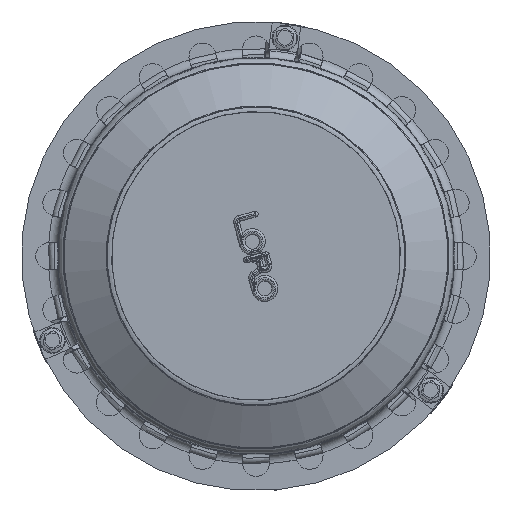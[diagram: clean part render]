
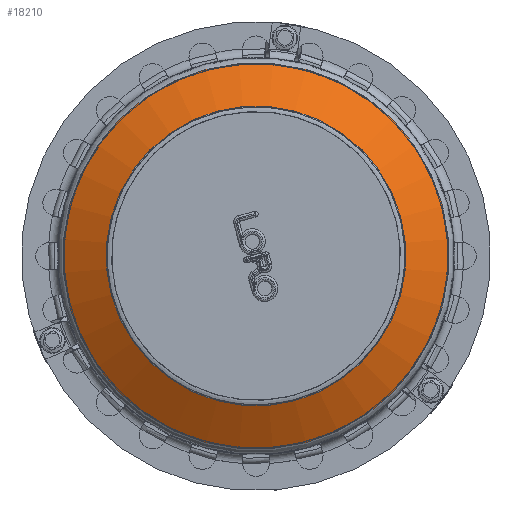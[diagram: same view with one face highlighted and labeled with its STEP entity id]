
A CAD part, top view. The second image highlights one B-rep face of the part: STEP entity #18210.
In plain terms, the highlighted conical face has half-angle 59.744 degrees and reference radius 95.035 mm.
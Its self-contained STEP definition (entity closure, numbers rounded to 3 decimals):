
#2373=FACE_OUTER_BOUND('',#3754,.T.);
#3754=EDGE_LOOP('',(#14212,#14213,#14214,#14215,#14216,#14217));
#5189=CIRCLE('',#22522,83.046);
#5192=CIRCLE('',#22525,83.046);
#5193=CIRCLE('',#22527,107.023);
#5194=CIRCLE('',#22528,107.023);
#6855=VERTEX_POINT('',#38795);
#6856=VERTEX_POINT('',#38796);
#6858=VERTEX_POINT('',#38803);
#6859=VERTEX_POINT('',#38804);
#9436=EDGE_CURVE('',#6855,#6856,#5189,.T.);
#9439=EDGE_CURVE('',#6856,#6855,#5192,.T.);
#9440=EDGE_CURVE('',#6858,#6859,#5193,.T.);
#9441=EDGE_CURVE('',#6859,#6858,#5194,.T.);
#9442=EDGE_CURVE('',#6859,#6856,#19518,.T.);
#14212=ORIENTED_EDGE('',*,*,#9440,.F.);
#14213=ORIENTED_EDGE('',*,*,#9441,.F.);
#14214=ORIENTED_EDGE('',*,*,#9442,.T.);
#14215=ORIENTED_EDGE('',*,*,#9439,.T.);
#14216=ORIENTED_EDGE('',*,*,#9436,.T.);
#14217=ORIENTED_EDGE('',*,*,#9442,.F.);
#17262=CONICAL_SURFACE('',#22526,95.035,1.043);
#18210=ADVANCED_FACE('',(#2373),#17262,.T.);
#19518=LINE('',#38807,#20578);
#20578=VECTOR('',#27399,95.035);
#22522=AXIS2_PLACEMENT_3D('',#38797,#27385,#27386);
#22525=AXIS2_PLACEMENT_3D('',#38801,#27391,#27392);
#22526=AXIS2_PLACEMENT_3D('',#38802,#27393,#27394);
#22527=AXIS2_PLACEMENT_3D('',#38805,#27395,#27396);
#22528=AXIS2_PLACEMENT_3D('',#38806,#27397,#27398);
#27385=DIRECTION('center_axis',(0.,0.,
-1.));
#27386=DIRECTION('ref_axis',(0.259,-0.966,0.));
#27391=DIRECTION('center_axis',(0.,0.,
-1.));
#27392=DIRECTION('ref_axis',(0.259,-0.966,0.));
#27393=DIRECTION('center_axis',(0.,0.,
-1.));
#27394=DIRECTION('ref_axis',(-0.259,0.966,0.));
#27395=DIRECTION('center_axis',(0.,0.,
-1.));
#27396=DIRECTION('ref_axis',(0.259,-0.966,0.));
#27397=DIRECTION('center_axis',(0.,0.,
-1.));
#27398=DIRECTION('ref_axis',(0.259,-0.966,0.));
#27399=DIRECTION('',(-0.224,0.834,0.504));
#38795=CARTESIAN_POINT('',(2739.833,1979.68,380.535));
#38796=CARTESIAN_POINT('',(2841.544,1920.957,380.535));
#38797=CARTESIAN_POINT('Origin',(2820.05,2001.174,380.535));
#38801=CARTESIAN_POINT('Origin',(2820.05,2001.174,380.535));
#38802=CARTESIAN_POINT('Origin',(2820.05,2001.174,373.542));
#38803=CARTESIAN_POINT('',(2716.673,1973.474,366.549));
#38804=CARTESIAN_POINT('',(2847.749,1897.797,366.549));
#38805=CARTESIAN_POINT('Origin',(2820.05,2001.174,366.549));
#38806=CARTESIAN_POINT('Origin',(2820.05,2001.174,366.549));
#38807=CARTESIAN_POINT('',(2844.646,1909.377,373.542));
